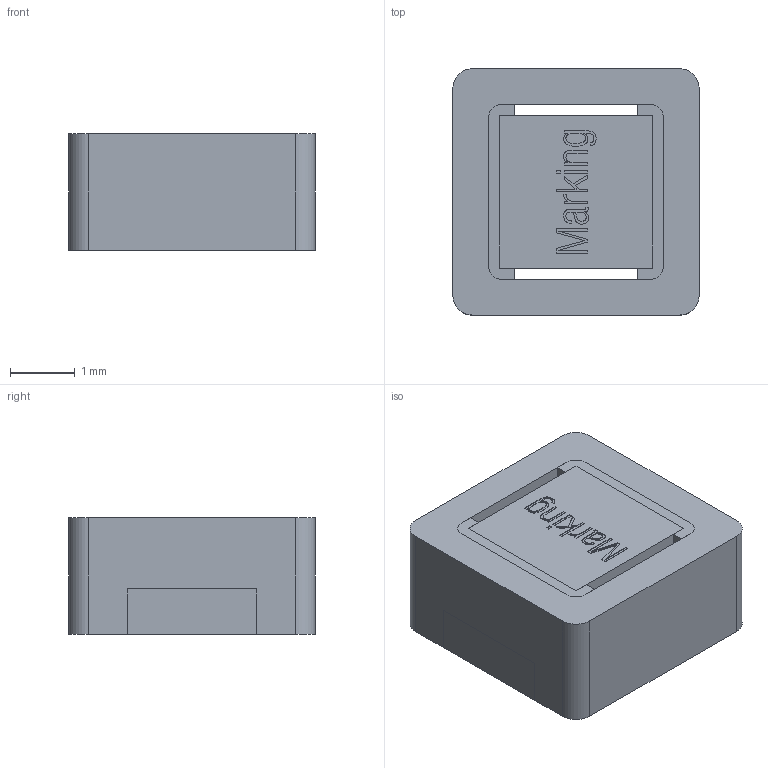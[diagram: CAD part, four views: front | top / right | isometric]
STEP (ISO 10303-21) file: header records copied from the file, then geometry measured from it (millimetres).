
FILE_DESCRIPTION(/* description */ (''),/* implementation_level */ '2;1');
FILE_NAME(/* name */ 'WURTH 3818_7440603.step',/* time_stamp */ '2022-06-20T07:34:46+01:00',/* author */ (''),/* organization */ (''),/* preprocessor_version */ 'ST-DEVELOPER v19',/* originating_system */ 'Autodesk Translation Framework v11.7.0.108',/* authorisation */ '');
FILE_SCHEMA (('AUTOMOTIVE_DESIGN { 1 0 10303 214 3 1 1 }'));
Length unit declared in the file: millimetre
Products named in the file (5): WURTH 3818_7440603; 3818_74406032_Gehäuse; 3818_7440603; Glue L; Glue R
Assembly tree (4 placements, depth 2):
  WURTH 3818_7440603
    3818_74406032_Gehäuse
    3818_7440603
    Glue L
    Glue R
Bounding box: 3.8 x 3.8 x 1.8 mm (x, y, z)
Volume: 21.5 mm3; surface area: 124.7 mm2
Topology: 4 solids, 4 shells, 206 faces, 557 edges, 366 vertices
Faces by surface type: plane 151, cylinder 28, bspline 14, torus 13
Full cylindrical faces by diameter (mm): 0.15 x9, 1.3 x1
Entity records: 8568 total; most frequent: CARTESIAN_POINT 3027, ORIENTED_EDGE 1110, DIRECTION 1009, EDGE_CURVE 555, LINE 443, VECTOR 443, VERTEX_POINT 366, AXIS2_PLACEMENT_3D 283
